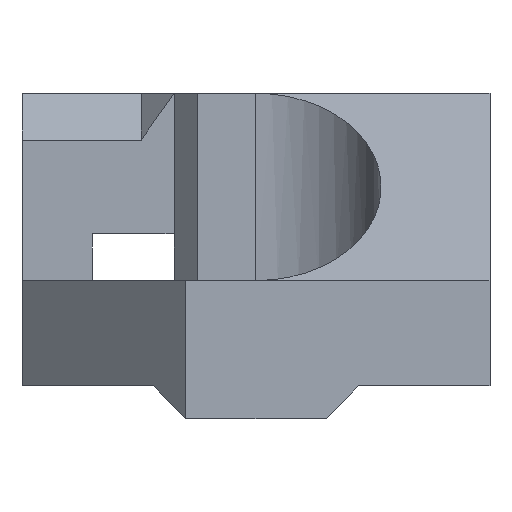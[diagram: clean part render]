
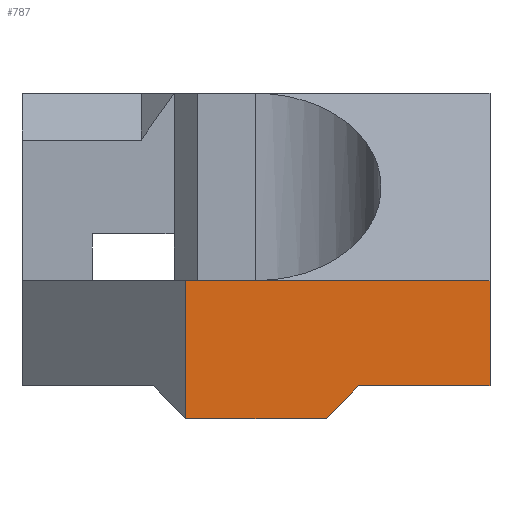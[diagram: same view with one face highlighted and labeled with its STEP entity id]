
A CAD part, front view. The second image highlights one B-rep face of the part: STEP entity #787.
In plain terms, the highlighted planar face has unit normal (0, -1, 0).
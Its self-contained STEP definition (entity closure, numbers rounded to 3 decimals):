
#42=FACE_OUTER_BOUND('',#85,.T.);
#85=EDGE_LOOP('',(#555,#556,#557,#558,#559,#560,#561));
#129=LINE('',#1096,#231);
#143=LINE('',#1126,#245);
#154=LINE('',#1155,#256);
#155=LINE('',#1157,#257);
#156=LINE('',#1159,#258);
#157=LINE('',#1161,#259);
#158=LINE('',#1162,#260);
#231=VECTOR('',#885,10.);
#245=VECTOR('',#905,10.);
#256=VECTOR('',#926,10.);
#257=VECTOR('',#927,10.);
#258=VECTOR('',#928,10.);
#259=VECTOR('',#929,10.);
#260=VECTOR('',#930,10.);
#333=VERTEX_POINT('',#1093);
#334=VERTEX_POINT('',#1095);
#347=VERTEX_POINT('',#1125);
#360=VERTEX_POINT('',#1154);
#361=VERTEX_POINT('',#1156);
#362=VERTEX_POINT('',#1158);
#363=VERTEX_POINT('',#1160);
#407=EDGE_CURVE('',#333,#334,#129,.T.);
#422=EDGE_CURVE('',#334,#347,#143,.T.);
#437=EDGE_CURVE('',#333,#360,#154,.T.);
#438=EDGE_CURVE('',#360,#361,#155,.T.);
#439=EDGE_CURVE('',#361,#362,#156,.T.);
#440=EDGE_CURVE('',#362,#363,#157,.T.);
#441=EDGE_CURVE('',#363,#347,#158,.T.);
#555=ORIENTED_EDGE('',*,*,#407,.F.);
#556=ORIENTED_EDGE('',*,*,#437,.T.);
#557=ORIENTED_EDGE('',*,*,#438,.T.);
#558=ORIENTED_EDGE('',*,*,#439,.T.);
#559=ORIENTED_EDGE('',*,*,#440,.T.);
#560=ORIENTED_EDGE('',*,*,#441,.T.);
#561=ORIENTED_EDGE('',*,*,#422,.F.);
#751=PLANE('',#835);
#787=ADVANCED_FACE('',(#42),#751,.T.);
#835=AXIS2_PLACEMENT_3D('',#1153,#924,#925);
#885=DIRECTION('',(0.,0.,1.));
#905=DIRECTION('',(1.,0.,0.));
#924=DIRECTION('center_axis',(0.,-1.,0.));
#925=DIRECTION('ref_axis',(0.,0.,-1.));
#926=DIRECTION('',(1.,0.,0.));
#927=DIRECTION('',(0.707,0.,0.707));
#928=DIRECTION('',(1.,0.,0.));
#929=DIRECTION('',(0.,0.,1.));
#930=DIRECTION('',(-1.,0.,0.));
#1093=CARTESIAN_POINT('',(7.,-20.7,-1.4));
#1095=CARTESIAN_POINT('',(7.,-20.7,4.5));
#1096=CARTESIAN_POINT('',(7.,-20.7,5.375));
#1125=CARTESIAN_POINT('',(10.,-20.7,4.5));
#1126=CARTESIAN_POINT('',(0.,-20.7,4.5));
#1153=CARTESIAN_POINT('Origin',(0.,-20.7,4.5));
#1154=CARTESIAN_POINT('',(13.,-20.7,-1.4));
#1155=CARTESIAN_POINT('',(7.,-20.7,-1.4));
#1156=CARTESIAN_POINT('',(14.4,-20.7,0.));
#1157=CARTESIAN_POINT('',(13.,-20.7,-1.4));
#1158=CARTESIAN_POINT('',(20.,-20.7,0.));
#1159=CARTESIAN_POINT('',(0.,-20.7,0.));
#1160=CARTESIAN_POINT('',(20.,-20.7,4.5));
#1161=CARTESIAN_POINT('',(20.,-20.7,4.5));
#1162=CARTESIAN_POINT('',(10.,-20.7,4.5));
